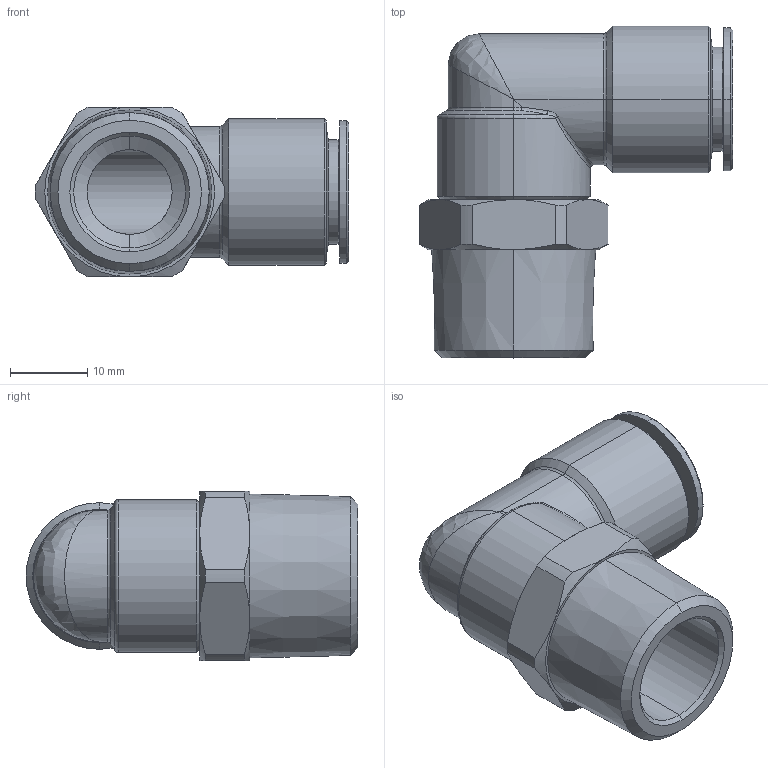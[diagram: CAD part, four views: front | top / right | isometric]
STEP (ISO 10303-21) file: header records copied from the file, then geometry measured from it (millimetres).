
FILE_DESCRIPTION (( 'STEP AP203' ), '1' );
FILE_NAME ('A0050064.STEP', '2009-11-20T10:06:09', ( 'Alain' ), ( 'Sopra-pneumatic' ), 'SwSTEP 2.0', 'SolidWorks 2009', '' );
FILE_SCHEMA (( 'CONFIG_CONTROL_DESIGN' ));
Length unit declared in the file: millimetre
Products named in the file (1): A0050064
Bounding box: 40.65 x 43 x 22 mm (x, y, z)
Volume: 10491.2 mm3; surface area: 6947.3 mm2
Topology: 1 solids, 1 shells, 95 faces, 209 edges, 118 vertices
Faces by surface type: cone 39, cylinder 29, plane 13, torus 8, bspline 6
Entity records: 4249 total; most frequent: CARTESIAN_POINT 2145, DIRECTION 442, ORIENTED_EDGE 414, EDGE_CURVE 207, AXIS2_PLACEMENT_3D 191, VERTEX_POINT 118, CIRCLE 101, EDGE_LOOP 101
